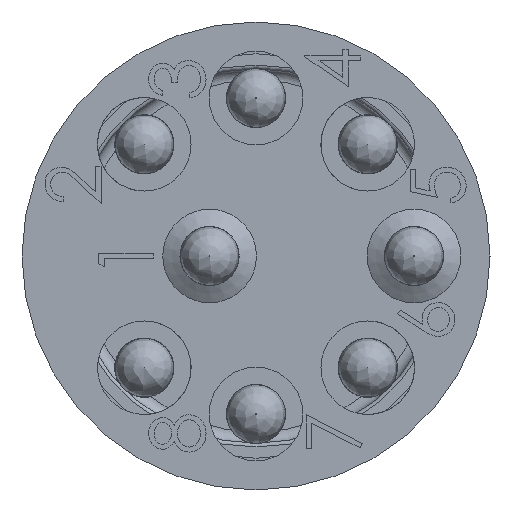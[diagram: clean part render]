
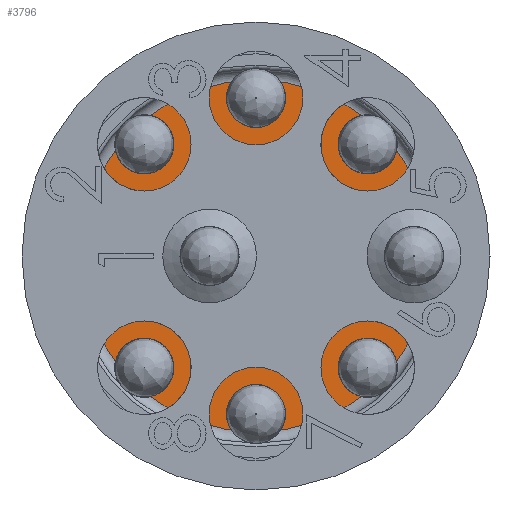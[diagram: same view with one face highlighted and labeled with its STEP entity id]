
A CAD part, left-side view. The second image highlights one B-rep face of the part: STEP entity #3796.
In plain terms, the highlighted planar face has unit normal (1, 0, 0).
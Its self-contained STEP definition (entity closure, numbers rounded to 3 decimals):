
#223=FACE_BOUND('',#1164,.T.);
#224=FACE_BOUND('',#1165,.T.);
#225=FACE_BOUND('',#1166,.T.);
#226=FACE_BOUND('',#1167,.T.);
#227=FACE_BOUND('',#1168,.T.);
#228=FACE_BOUND('',#1169,.T.);
#229=FACE_BOUND('',#1170,.T.);
#230=FACE_BOUND('',#1171,.T.);
#932=FACE_OUTER_BOUND('',#1163,.T.);
#1163=EDGE_LOOP('',(#3295,#3296));
#1164=EDGE_LOOP('',(#3297,#3298));
#1165=EDGE_LOOP('',(#3299,#3300));
#1166=EDGE_LOOP('',(#3301,#3302));
#1167=EDGE_LOOP('',(#3303,#3304));
#1168=EDGE_LOOP('',(#3305,#3306));
#1169=EDGE_LOOP('',(#3307,#3308));
#1170=EDGE_LOOP('',(#3309,#3310));
#1171=EDGE_LOOP('',(#3311,#3312));
#1180=CIRCLE('',#3834,0.66);
#1181=CIRCLE('',#3835,0.66);
#1182=CIRCLE('',#3837,0.66);
#1183=CIRCLE('',#3838,0.66);
#1184=CIRCLE('',#3840,0.66);
#1185=CIRCLE('',#3841,0.66);
#1186=CIRCLE('',#3843,0.66);
#1187=CIRCLE('',#3844,0.66);
#1188=CIRCLE('',#3846,0.66);
#1189=CIRCLE('',#3847,0.66);
#1190=CIRCLE('',#3849,0.66);
#1191=CIRCLE('',#3850,0.66);
#1192=CIRCLE('',#3852,0.66);
#1193=CIRCLE('',#3853,0.66);
#1194=CIRCLE('',#3855,0.66);
#1195=CIRCLE('',#3856,0.66);
#1344=CIRCLE('',#4117,5.969);
#1345=CIRCLE('',#4118,5.969);
#1370=VERTEX_POINT('',#5055);
#1371=VERTEX_POINT('',#5056);
#1372=VERTEX_POINT('',#5061);
#1373=VERTEX_POINT('',#5062);
#1374=VERTEX_POINT('',#5067);
#1375=VERTEX_POINT('',#5068);
#1376=VERTEX_POINT('',#5073);
#1377=VERTEX_POINT('',#5074);
#1378=VERTEX_POINT('',#5079);
#1379=VERTEX_POINT('',#5080);
#1380=VERTEX_POINT('',#5085);
#1381=VERTEX_POINT('',#5086);
#1382=VERTEX_POINT('',#5091);
#1383=VERTEX_POINT('',#5092);
#1384=VERTEX_POINT('',#5097);
#1385=VERTEX_POINT('',#5098);
#1717=VERTEX_POINT('',#9598);
#1718=VERTEX_POINT('',#9599);
#1740=EDGE_CURVE('',#1370,#1371,#1180,.T.);
#1741=EDGE_CURVE('',#1371,#1370,#1181,.T.);
#1743=EDGE_CURVE('',#1372,#1373,#1182,.T.);
#1744=EDGE_CURVE('',#1373,#1372,#1183,.T.);
#1746=EDGE_CURVE('',#1374,#1375,#1184,.T.);
#1747=EDGE_CURVE('',#1375,#1374,#1185,.T.);
#1749=EDGE_CURVE('',#1376,#1377,#1186,.T.);
#1750=EDGE_CURVE('',#1377,#1376,#1187,.T.);
#1752=EDGE_CURVE('',#1378,#1379,#1188,.T.);
#1753=EDGE_CURVE('',#1379,#1378,#1189,.T.);
#1755=EDGE_CURVE('',#1380,#1381,#1190,.T.);
#1756=EDGE_CURVE('',#1381,#1380,#1191,.T.);
#1758=EDGE_CURVE('',#1382,#1383,#1192,.T.);
#1759=EDGE_CURVE('',#1383,#1382,#1193,.T.);
#1761=EDGE_CURVE('',#1384,#1385,#1194,.T.);
#1762=EDGE_CURVE('',#1385,#1384,#1195,.T.);
#2237=EDGE_CURVE('',#1717,#1718,#1344,.T.);
#2238=EDGE_CURVE('',#1718,#1717,#1345,.T.);
#3295=ORIENTED_EDGE('',*,*,#2237,.T.);
#3296=ORIENTED_EDGE('',*,*,#2238,.T.);
#3297=ORIENTED_EDGE('',*,*,#1740,.T.);
#3298=ORIENTED_EDGE('',*,*,#1741,.T.);
#3299=ORIENTED_EDGE('',*,*,#1743,.T.);
#3300=ORIENTED_EDGE('',*,*,#1744,.T.);
#3301=ORIENTED_EDGE('',*,*,#1746,.T.);
#3302=ORIENTED_EDGE('',*,*,#1747,.T.);
#3303=ORIENTED_EDGE('',*,*,#1749,.T.);
#3304=ORIENTED_EDGE('',*,*,#1750,.T.);
#3305=ORIENTED_EDGE('',*,*,#1752,.T.);
#3306=ORIENTED_EDGE('',*,*,#1753,.T.);
#3307=ORIENTED_EDGE('',*,*,#1755,.T.);
#3308=ORIENTED_EDGE('',*,*,#1756,.T.);
#3309=ORIENTED_EDGE('',*,*,#1758,.T.);
#3310=ORIENTED_EDGE('',*,*,#1759,.T.);
#3311=ORIENTED_EDGE('',*,*,#1761,.T.);
#3312=ORIENTED_EDGE('',*,*,#1762,.T.);
#3397=PLANE('',#4143);
#3796=ADVANCED_FACE('',(#932,#223,#224,#225,#226,#227,#228,#229,#230),#3397,
 .T.);
#3834=AXIS2_PLACEMENT_3D('',#5057,#4180,#4181);
#3835=AXIS2_PLACEMENT_3D('',#5058,#4182,#4183);
#3837=AXIS2_PLACEMENT_3D('',#5063,#4187,#4188);
#3838=AXIS2_PLACEMENT_3D('',#5064,#4189,#4190);
#3840=AXIS2_PLACEMENT_3D('',#5069,#4194,#4195);
#3841=AXIS2_PLACEMENT_3D('',#5070,#4196,#4197);
#3843=AXIS2_PLACEMENT_3D('',#5075,#4201,#4202);
#3844=AXIS2_PLACEMENT_3D('',#5076,#4203,#4204);
#3846=AXIS2_PLACEMENT_3D('',#5081,#4208,#4209);
#3847=AXIS2_PLACEMENT_3D('',#5082,#4210,#4211);
#3849=AXIS2_PLACEMENT_3D('',#5087,#4215,#4216);
#3850=AXIS2_PLACEMENT_3D('',#5088,#4217,#4218);
#3852=AXIS2_PLACEMENT_3D('',#5093,#4222,#4223);
#3853=AXIS2_PLACEMENT_3D('',#5094,#4224,#4225);
#3855=AXIS2_PLACEMENT_3D('',#5099,#4229,#4230);
#3856=AXIS2_PLACEMENT_3D('',#5100,#4231,#4232);
#4117=AXIS2_PLACEMENT_3D('',#9600,#4971,#4972);
#4118=AXIS2_PLACEMENT_3D('',#9601,#4973,#4974);
#4143=AXIS2_PLACEMENT_3D('',#9643,#5027,#5028);
#4180=DIRECTION('center_axis',(-1.,0.,0.));
#4181=DIRECTION('ref_axis',(0.,0.,1.));
#4182=DIRECTION('center_axis',(-1.,0.,0.));
#4183=DIRECTION('ref_axis',(0.,0.,1.));
#4187=DIRECTION('center_axis',(-1.,0.,0.));
#4188=DIRECTION('ref_axis',(0.,0.,1.));
#4189=DIRECTION('center_axis',(-1.,0.,0.));
#4190=DIRECTION('ref_axis',(0.,0.,1.));
#4194=DIRECTION('center_axis',(-1.,0.,0.));
#4195=DIRECTION('ref_axis',(0.,0.,1.));
#4196=DIRECTION('center_axis',(-1.,0.,0.));
#4197=DIRECTION('ref_axis',(0.,0.,1.));
#4201=DIRECTION('center_axis',(-1.,0.,0.));
#4202=DIRECTION('ref_axis',(0.,0.,1.));
#4203=DIRECTION('center_axis',(-1.,0.,0.));
#4204=DIRECTION('ref_axis',(0.,0.,1.));
#4208=DIRECTION('center_axis',(-1.,0.,0.));
#4209=DIRECTION('ref_axis',(0.,0.,1.));
#4210=DIRECTION('center_axis',(-1.,0.,0.));
#4211=DIRECTION('ref_axis',(0.,0.,1.));
#4215=DIRECTION('center_axis',(-1.,0.,0.));
#4216=DIRECTION('ref_axis',(0.,0.,1.));
#4217=DIRECTION('center_axis',(-1.,0.,0.));
#4218=DIRECTION('ref_axis',(0.,0.,1.));
#4222=DIRECTION('center_axis',(-1.,0.,0.));
#4223=DIRECTION('ref_axis',(0.,0.,1.));
#4224=DIRECTION('center_axis',(-1.,0.,0.));
#4225=DIRECTION('ref_axis',(0.,0.,1.));
#4229=DIRECTION('center_axis',(-1.,0.,0.));
#4230=DIRECTION('ref_axis',(0.,0.,1.));
#4231=DIRECTION('center_axis',(-1.,0.,0.));
#4232=DIRECTION('ref_axis',(0.,0.,1.));
#4971=DIRECTION('center_axis',(1.,0.,0.));
#4972=DIRECTION('ref_axis',(0.,0.,-1.));
#4973=DIRECTION('center_axis',(1.,0.,0.));
#4974=DIRECTION('ref_axis',(0.,0.,-1.));
#5027=DIRECTION('center_axis',(1.,0.,0.));
#5028=DIRECTION('ref_axis',(0.,0.,-1.));
#5055=CARTESIAN_POINT('',(34.925,-0.353,2.208));
#5056=CARTESIAN_POINT('',(34.925,-0.353,0.887));
#5057=CARTESIAN_POINT('Origin',(34.925,-0.353,1.548));
#5058=CARTESIAN_POINT('Origin',(34.925,-0.353,1.548));
#5061=CARTESIAN_POINT('',(34.925,-1.43,-0.028));
#5062=CARTESIAN_POINT('',(34.925,-1.43,-1.349));
#5063=CARTESIAN_POINT('Origin',(34.925,-1.43,-0.689));
#5064=CARTESIAN_POINT('Origin',(34.925,-1.43,-0.689));
#5067=CARTESIAN_POINT('',(34.925,0.99,-0.581));
#5068=CARTESIAN_POINT('',(34.925,0.99,-1.902));
#5069=CARTESIAN_POINT('Origin',(34.925,0.99,-1.241));
#5070=CARTESIAN_POINT('Origin',(34.925,0.99,-1.241));
#5073=CARTESIAN_POINT('',(34.925,1.588,0.66));
#5074=CARTESIAN_POINT('',(34.925,1.588,-0.66));
#5075=CARTESIAN_POINT('Origin',(34.925,1.588,0.));
#5076=CARTESIAN_POINT('Origin',(34.925,1.588,0.));
#5079=CARTESIAN_POINT('',(34.925,0.648,-0.127));
#5080=CARTESIAN_POINT('',(34.925,0.,-0.66));
#5081=CARTESIAN_POINT('Origin',(34.925,0.,0.));
#5082=CARTESIAN_POINT('Origin',(34.925,0.,0.));
#5085=CARTESIAN_POINT('',(34.925,-0.353,-0.887));
#5086=CARTESIAN_POINT('',(34.925,-0.353,-2.208));
#5087=CARTESIAN_POINT('Origin',(34.925,-0.353,-1.548));
#5088=CARTESIAN_POINT('Origin',(34.925,-0.353,-1.548));
#5091=CARTESIAN_POINT('',(34.925,-1.43,1.349));
#5092=CARTESIAN_POINT('',(34.925,-1.43,0.028));
#5093=CARTESIAN_POINT('Origin',(34.925,-1.43,0.689));
#5094=CARTESIAN_POINT('Origin',(34.925,-1.43,0.689));
#5097=CARTESIAN_POINT('',(34.925,1.638,1.368));
#5098=CARTESIAN_POINT('',(34.925,0.99,0.581));
#5099=CARTESIAN_POINT('Origin',(34.925,0.99,1.241));
#5100=CARTESIAN_POINT('Origin',(34.925,0.99,1.241));
#9598=CARTESIAN_POINT('',(34.925,0.,-5.969));
#9599=CARTESIAN_POINT('',(34.925,0.,5.969));
#9600=CARTESIAN_POINT('Origin',(34.925,0.,0.));
#9601=CARTESIAN_POINT('Origin',(34.925,0.,0.));
#9643=CARTESIAN_POINT('Origin',(34.925,0.,0.));
